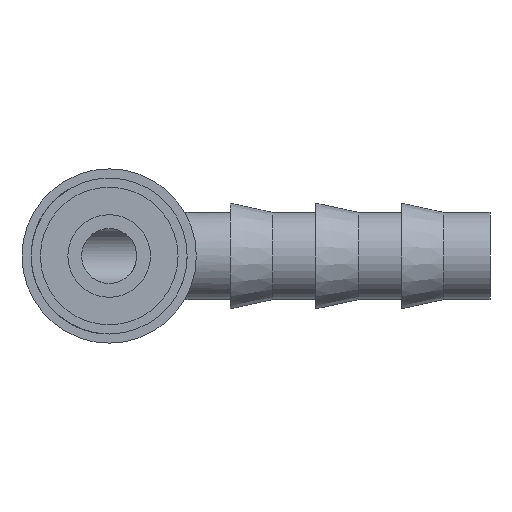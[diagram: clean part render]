
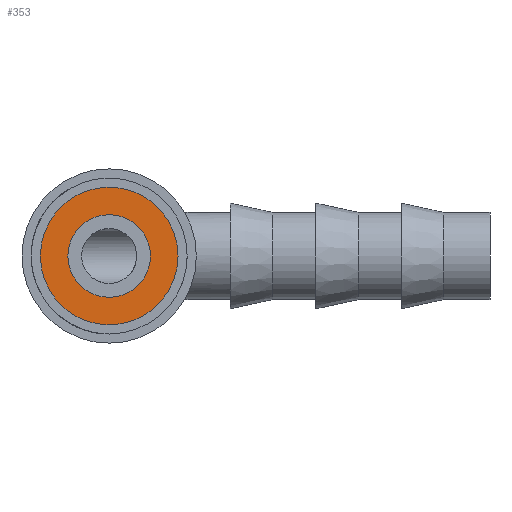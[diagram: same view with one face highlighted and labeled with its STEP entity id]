
A CAD part, left-side view. The second image highlights one B-rep face of the part: STEP entity #353.
In plain terms, the highlighted planar face has unit normal (-1, 0, 0).
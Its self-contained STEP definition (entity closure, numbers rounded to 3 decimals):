
#28 = VERTEX_POINT ( 'NONE', #3039 ) ;
#353 = ADVANCED_FACE ( 'NONE', ( #6252, #3203 ), #3121, .F. ) ;
#427 = DIRECTION ( 'NONE',  ( 0., 0., 1. ) ) ;
#548 = CARTESIAN_POINT ( 'NONE',  ( 0., 0., 0. ) ) ;
#781 = DIRECTION ( 'NONE',  ( 0., 0., -1. ) ) ;
#952 = VERTEX_POINT ( 'NONE', #4451 ) ;
#1492 = CIRCLE ( 'NONE', #2632, 7.5 ) ;
#1559 = VERTEX_POINT ( 'NONE', #3068 ) ;
#1631 = CIRCLE ( 'NONE', #4669, 7.5 ) ;
#1953 = DIRECTION ( 'NONE',  ( 1., 0., 0. ) ) ;
#1979 = DIRECTION ( 'NONE',  ( 0., 0., -1. ) ) ;
#2041 = ORIENTED_EDGE ( 'NONE', *, *, #3556, .T. ) ;
#2133 = AXIS2_PLACEMENT_3D ( 'NONE', #2732, #4447, #2583 ) ;
#2369 = EDGE_LOOP ( 'NONE', ( #3434, #2041 ) ) ;
#2466 = CARTESIAN_POINT ( 'NONE',  ( 0., 0., 0. ) ) ;
#2565 = VERTEX_POINT ( 'NONE', #7188 ) ;
#2583 = DIRECTION ( 'NONE',  ( 0., 0., -1. ) ) ;
#2632 = AXIS2_PLACEMENT_3D ( 'NONE', #4412, #6897, #2667 ) ;
#2667 = DIRECTION ( 'NONE',  ( 0., 0., 1. ) ) ;
#2732 = CARTESIAN_POINT ( 'NONE',  ( 0., 0., 0. ) ) ;
#2734 = AXIS2_PLACEMENT_3D ( 'NONE', #5658, #4319, #1979 ) ;
#3039 = CARTESIAN_POINT ( 'NONE',  ( 0., 0., -7.5 ) ) ;
#3068 = CARTESIAN_POINT ( 'NONE',  ( 0., 0., 7.5 ) ) ;
#3121 = PLANE ( 'NONE',  #2734 ) ;
#3149 = ORIENTED_EDGE ( 'NONE', *, *, #3405, .T. ) ;
#3203 = FACE_OUTER_BOUND ( 'NONE', #2369, .T. ) ;
#3405 = EDGE_CURVE ( 'NONE', #2565, #952, #7302, .T. ) ;
#3434 = ORIENTED_EDGE ( 'NONE', *, *, #5975, .T. ) ;
#3556 = EDGE_CURVE ( 'NONE', #28, #1559, #1492, .T. ) ;
#4052 = DIRECTION ( 'NONE',  ( -1., 0., 0. ) ) ;
#4287 = CIRCLE ( 'NONE', #2133, 4.5 ) ;
#4319 = DIRECTION ( 'NONE',  ( 1., 0., 0. ) ) ;
#4412 = CARTESIAN_POINT ( 'NONE',  ( 0., 0., 0. ) ) ;
#4447 = DIRECTION ( 'NONE',  ( 1., 0., 0. ) ) ;
#4451 = CARTESIAN_POINT ( 'NONE',  ( 0., 0., -4.5 ) ) ;
#4669 = AXIS2_PLACEMENT_3D ( 'NONE', #548, #4052, #427 ) ;
#5475 = ORIENTED_EDGE ( 'NONE', *, *, #6261, .T. ) ;
#5658 = CARTESIAN_POINT ( 'NONE',  ( 0., 0., 0. ) ) ;
#5790 = EDGE_LOOP ( 'NONE', ( #3149, #5475 ) ) ;
#5975 = EDGE_CURVE ( 'NONE', #1559, #28, #1631, .T. ) ;
#6252 = FACE_BOUND ( 'NONE', #5790, .T. ) ;
#6261 = EDGE_CURVE ( 'NONE', #952, #2565, #4287, .T. ) ;
#6557 = AXIS2_PLACEMENT_3D ( 'NONE', #2466, #1953, #781 ) ;
#6897 = DIRECTION ( 'NONE',  ( -1., 0., 0. ) ) ;
#7188 = CARTESIAN_POINT ( 'NONE',  ( 0., 0., 4.5 ) ) ;
#7302 = CIRCLE ( 'NONE', #6557, 4.5 ) ;
